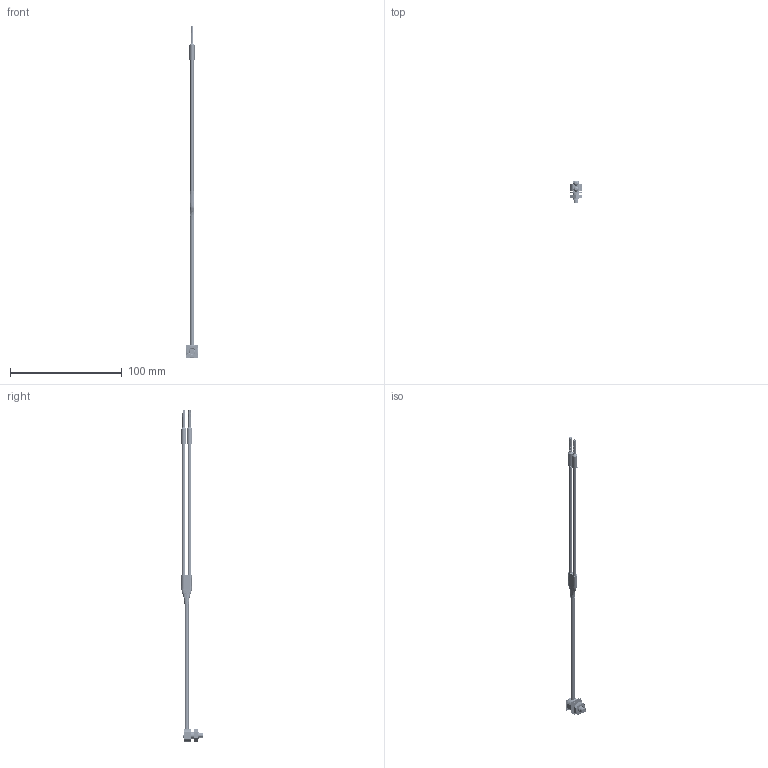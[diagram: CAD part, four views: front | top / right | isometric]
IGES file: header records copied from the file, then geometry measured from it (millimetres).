
Start section:  PTC IGES file: 161902.igs
Global section: file name: 161902.igs; native system: Creo Parametric by PTC Inc.; preprocessor: 2016260; author: pdmadmin; organization: Unknown; date: 20170919.093444; units: millimetre
Bounding box: 11.56 x 19.54 x 297.63 mm (x, y, z)
Volume: 2380.8 mm3; surface area: 74487.5 mm2
Topology: 14 solids, 15 shells, 2276 faces, 10982 edges, 13967 vertices
Faces by surface type: revolution 1760, bspline 516
